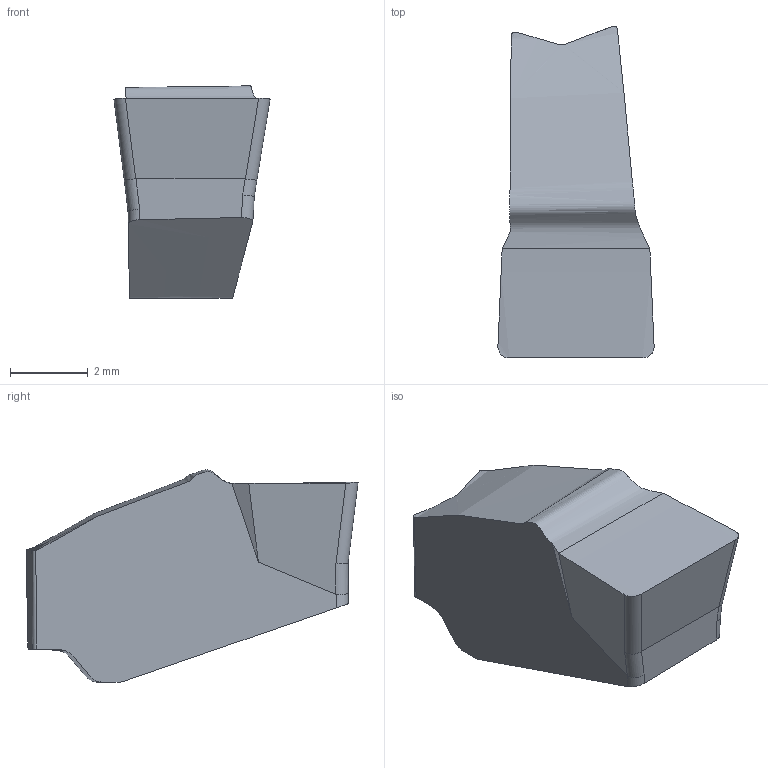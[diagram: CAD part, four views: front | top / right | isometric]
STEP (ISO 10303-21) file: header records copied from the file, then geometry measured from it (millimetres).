
FILE_DESCRIPTION(/* description */ (''),/* implementation_level */ '2;1');
FILE_NAME(/* name */ 'aaa337785_a.stp',/* time_stamp */ '2019-09-17T13:29:03+02:00',/* author */ (''),/* organization */ ('SMS'),/* preprocessor_version */ 'ST-DEVELOPER v16.7',/* originating_system */ 'SIEMENS PLM Software NX 12.0',/* authorisation */ '');
FILE_SCHEMA (('AUTOMOTIVE_DESIGN { 1 0 10303 214 3 1 1 1 }'));
Length unit declared in the file: millimetre
Products named in the file (1): AAA337785_A
Bounding box: 4.01 x 8.52 x 5.45 mm (x, y, z)
Volume: 96.5 mm3; surface area: 135.7 mm2
Topology: 1 solids, 1 shells, 22 faces, 94 edges, 77 vertices
Faces by surface type: plane 10, cylinder 9, bspline 3
Entity records: 4034 total; most frequent: CARTESIAN_POINT 3295, ORIENTED_EDGE 186, EDGE_CURVE 93, DIRECTION 88, VERTEX_POINT 73, B_SPLINE_CURVE_WITH_KNOTS 60, AXIS2_PLACEMENT_3D 31, LINE 26
